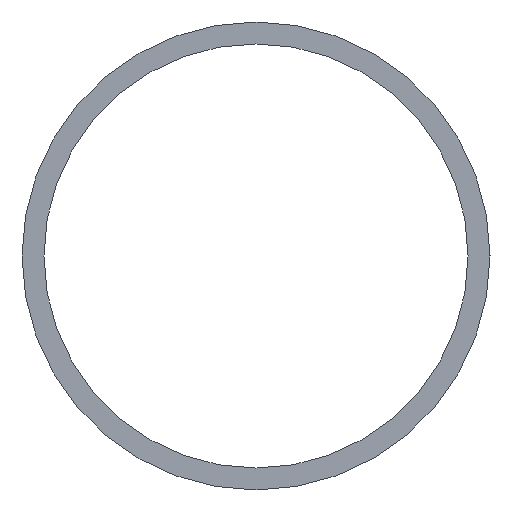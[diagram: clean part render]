
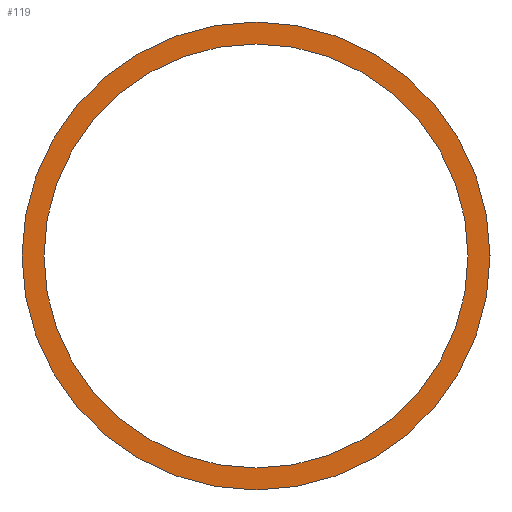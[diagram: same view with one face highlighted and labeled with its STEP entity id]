
A CAD part, left-side view. The second image highlights one B-rep face of the part: STEP entity #119.
In plain terms, the highlighted planar face has unit normal (-1, 0, 0).
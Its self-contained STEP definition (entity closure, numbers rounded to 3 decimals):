
#2 = CARTESIAN_POINT ( 'NONE',  ( 0., 0., 0. ) ) ;
#3 = AXIS2_PLACEMENT_3D ( 'NONE', #34, #165, #86 ) ;
#5 = CIRCLE ( 'NONE', #33, 7.25 ) ;
#9 = EDGE_LOOP ( 'NONE', ( #88 ) ) ;
#14 = ORIENTED_EDGE ( 'NONE', *, *, #40, .T. ) ;
#17 = DIRECTION ( 'NONE',  ( 0., 0., -1. ) ) ;
#26 = AXIS2_PLACEMENT_3D ( 'NONE', #128, #44, #140 ) ;
#33 = AXIS2_PLACEMENT_3D ( 'NONE', #2, #94, #17 ) ;
#34 = CARTESIAN_POINT ( 'NONE',  ( 0., 0., 0. ) ) ;
#40 = EDGE_CURVE ( 'NONE', #134, #134, #5, .T. ) ;
#43 = EDGE_CURVE ( 'NONE', #93, #93, #147, .T. ) ;
#44 = DIRECTION ( 'NONE',  ( 1., 0., 0. ) ) ;
#52 = EDGE_LOOP ( 'NONE', ( #14 ) ) ;
#72 = CARTESIAN_POINT ( 'NONE',  ( 0., 0., -7.25 ) ) ;
#86 = DIRECTION ( 'NONE',  ( 0., 0., -1. ) ) ;
#88 = ORIENTED_EDGE ( 'NONE', *, *, #43, .F. ) ;
#93 = VERTEX_POINT ( 'NONE', #110 ) ;
#94 = DIRECTION ( 'NONE',  ( 1., 0., 0. ) ) ;
#97 = PLANE ( 'NONE',  #3 ) ;
#109 = FACE_OUTER_BOUND ( 'NONE', #9, .T. ) ;
#110 = CARTESIAN_POINT ( 'NONE',  ( 0., 0., -8. ) ) ;
#119 = ADVANCED_FACE ( 'NONE', ( #109, #168 ), #97, .F. ) ;
#128 = CARTESIAN_POINT ( 'NONE',  ( 0., 0., 0. ) ) ;
#134 = VERTEX_POINT ( 'NONE', #72 ) ;
#140 = DIRECTION ( 'NONE',  ( 0., 0., -1. ) ) ;
#147 = CIRCLE ( 'NONE', #26, 8. ) ;
#165 = DIRECTION ( 'NONE',  ( 1., 0., 0. ) ) ;
#168 = FACE_BOUND ( 'NONE', #52, .T. ) ;
